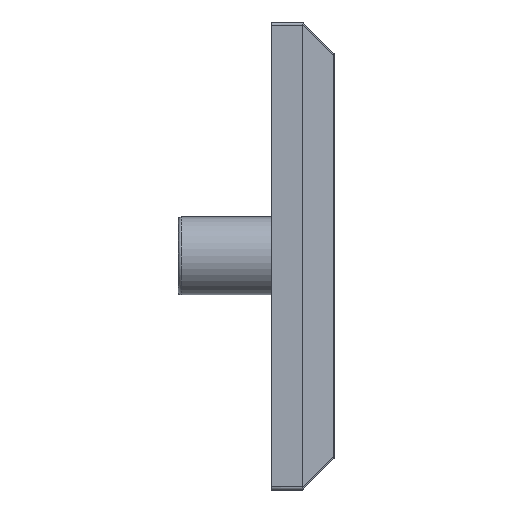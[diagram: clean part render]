
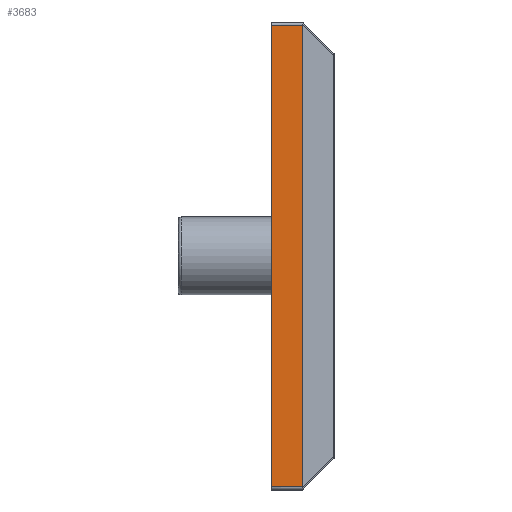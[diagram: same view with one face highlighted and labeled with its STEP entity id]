
A CAD part, left-side view. The second image highlights one B-rep face of the part: STEP entity #3683.
In plain terms, the highlighted planar face has unit normal (-1, 0, 0).
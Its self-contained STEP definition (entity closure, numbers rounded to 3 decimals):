
#135 = LINE ( 'NONE', #2577, #2705 ) ;
#375 = EDGE_LOOP ( 'NONE', ( #5463, #390, #5426, #6097 ) ) ;
#390 = ORIENTED_EDGE ( 'NONE', *, *, #5445, .F. ) ;
#524 = LINE ( 'NONE', #4242, #4664 ) ;
#556 = EDGE_CURVE ( 'NONE', #5243, #3487, #3023, .T. ) ;
#806 = CARTESIAN_POINT ( 'NONE',  ( -30., 2., 14.8 ) ) ;
#926 = EDGE_CURVE ( 'NONE', #2984, #1218, #135, .T. ) ;
#927 = CARTESIAN_POINT ( 'NONE',  ( -30., 4., 15. ) ) ;
#1218 = VERTEX_POINT ( 'NONE', #6240 ) ;
#1461 = DIRECTION ( 'NONE',  ( 0., 0., 1. ) ) ;
#2577 = CARTESIAN_POINT ( 'NONE',  ( -30., 4., -14.8 ) ) ;
#2628 = PLANE ( 'NONE',  #4462 ) ;
#2705 = VECTOR ( 'NONE', #6923, 1000. ) ;
#2731 = DIRECTION ( 'NONE',  ( 0., 0., -1. ) ) ;
#2735 = LINE ( 'NONE', #927, #5434 ) ;
#2984 = VERTEX_POINT ( 'NONE', #6981 ) ;
#3023 = LINE ( 'NONE', #3854, #6235 ) ;
#3487 = VERTEX_POINT ( 'NONE', #806 ) ;
#3683 = ADVANCED_FACE ( 'NONE', ( #6290 ), #2628, .F. ) ;
#3697 = DIRECTION ( 'NONE',  ( 0., 0., -1. ) ) ;
#3707 = EDGE_CURVE ( 'NONE', #3487, #2984, #524, .T. ) ;
#3854 = CARTESIAN_POINT ( 'NONE',  ( -30., 4., 14.8 ) ) ;
#4242 = CARTESIAN_POINT ( 'NONE',  ( -30., 2., 15. ) ) ;
#4462 = AXIS2_PLACEMENT_3D ( 'NONE', #6421, #6970, #3697 ) ;
#4664 = VECTOR ( 'NONE', #2731, 1000. ) ;
#5243 = VERTEX_POINT ( 'NONE', #6180 ) ;
#5426 = ORIENTED_EDGE ( 'NONE', *, *, #926, .F. ) ;
#5434 = VECTOR ( 'NONE', #1461, 1000. ) ;
#5445 = EDGE_CURVE ( 'NONE', #1218, #5243, #2735, .T. ) ;
#5463 = ORIENTED_EDGE ( 'NONE', *, *, #556, .F. ) ;
#6097 = ORIENTED_EDGE ( 'NONE', *, *, #3707, .F. ) ;
#6180 = CARTESIAN_POINT ( 'NONE',  ( -30., 4., 14.8 ) ) ;
#6235 = VECTOR ( 'NONE', #6825, 1000. ) ;
#6240 = CARTESIAN_POINT ( 'NONE',  ( -30., 4., -14.8 ) ) ;
#6290 = FACE_OUTER_BOUND ( 'NONE', #375, .T. ) ;
#6421 = CARTESIAN_POINT ( 'NONE',  ( -30., 4., 15. ) ) ;
#6825 = DIRECTION ( 'NONE',  ( 0., -1., 0. ) ) ;
#6923 = DIRECTION ( 'NONE',  ( 0., 1., 0. ) ) ;
#6970 = DIRECTION ( 'NONE',  ( 1., 0., 0. ) ) ;
#6981 = CARTESIAN_POINT ( 'NONE',  ( -30., 2., -14.8 ) ) ;
